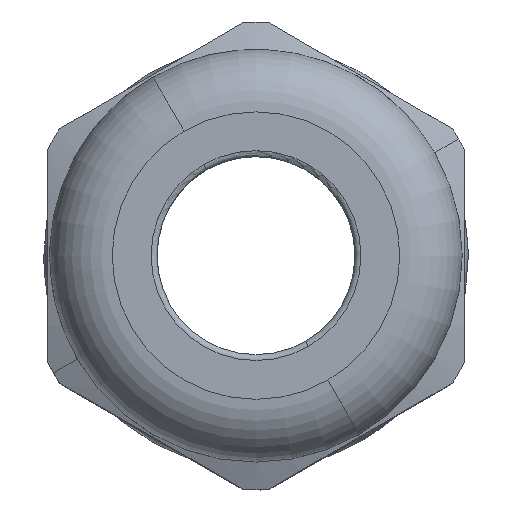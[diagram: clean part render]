
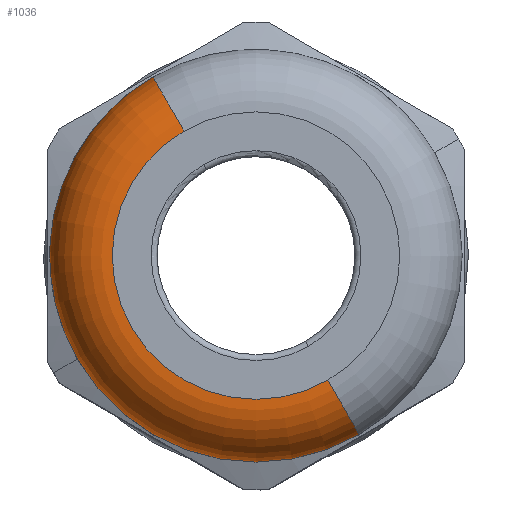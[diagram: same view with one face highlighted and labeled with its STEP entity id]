
A CAD part, top view. The second image highlights one B-rep face of the part: STEP entity #1036.
In plain terms, the highlighted toroidal (fillet/blend) face has major radius 4.83 mm and minor radius 2.1 mm.
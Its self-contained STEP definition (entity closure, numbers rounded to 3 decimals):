
#890=AXIS2_PLACEMENT_3D('Circle Axis2P3D',#888,#889,$) ;
#1000=AXIS2_PLACEMENT_3D('Torus Axis2P3D',#997,#998,#999) ;
#1004=AXIS2_PLACEMENT_3D('Circle Axis2P3D',#1002,#1003,$) ;
#1011=AXIS2_PLACEMENT_3D('Circle Axis2P3D',#1009,#1010,$) ;
#1018=AXIS2_PLACEMENT_3D('Circle Axis2P3D',#1016,#1017,$) ;
#1025=AXIS2_PLACEMENT_3D('Circle Axis2P3D',#1023,#1024,$) ;
#840=CARTESIAN_POINT('Vertex',(1.133,4.395,26.87)) ;
#844=CARTESIAN_POINT('Control Point',(1.133,4.395,26.87)) ;
#845=CARTESIAN_POINT('Control Point',(0.045,6.28,26.87)) ;
#846=CARTESIAN_POINT('Control Point',(-0.306,8.594,26.87)) ;
#847=CARTESIAN_POINT('Control Point',(0.324,10.945,26.87)) ;
#848=CARTESIAN_POINT('Control Point',(1.785,12.773,26.87)) ;
#849=CARTESIAN_POINT('Control Point',(3.67,13.862,26.87)) ;
#850=CARTESIAN_POINT('Vertex',(3.67,13.862,26.87)) ;
#885=CARTESIAN_POINT('Vertex',(10.6,1.858,26.87)) ;
#888=CARTESIAN_POINT('Axis2P3D Location',(7.135,7.86,26.87)) ;
#997=CARTESIAN_POINT('Axis2P3D Location',(7.135,7.86,26.87)) ;
#1002=CARTESIAN_POINT('Axis2P3D Location',(9.55,3.677,26.87)) ;
#1006=CARTESIAN_POINT('Vertex',(9.55,3.677,28.97)) ;
#1009=CARTESIAN_POINT('Axis2P3D Location',(7.135,7.86,28.97)) ;
#1013=CARTESIAN_POINT('Vertex',(2.952,5.445,28.97)) ;
#1016=CARTESIAN_POINT('Axis2P3D Location',(7.135,7.86,28.97)) ;
#1020=CARTESIAN_POINT('Vertex',(4.72,12.043,28.97)) ;
#1023=CARTESIAN_POINT('Axis2P3D Location',(4.72,12.043,26.87)) ;
#889=DIRECTION('Axis2P3D Direction',(0.,0.,-1.)) ;
#998=DIRECTION('Axis2P3D Direction',(0.,0.,-1.)) ;
#999=DIRECTION('Axis2P3D XDirection',(0.5,-0.866,0.)) ;
#1003=DIRECTION('Axis2P3D Direction',(0.866,0.5,0.)) ;
#1010=DIRECTION('Axis2P3D Direction',(0.,0.,-1.)) ;
#1017=DIRECTION('Axis2P3D Direction',(0.,0.,-1.)) ;
#1024=DIRECTION('Axis2P3D Direction',(-0.866,-0.5,0.)) ;
#1029=ORIENTED_EDGE('',*,*,#1008,.F.) ;
#1030=ORIENTED_EDGE('',*,*,#1015,.T.) ;
#1031=ORIENTED_EDGE('',*,*,#1022,.T.) ;
#1032=ORIENTED_EDGE('',*,*,#1027,.F.) ;
#1033=ORIENTED_EDGE('',*,*,#852,.F.) ;
#1034=ORIENTED_EDGE('',*,*,#892,.F.) ;
#1036=ADVANCED_FACE('17394_PG7_OT\\Volumenk\X2\00F6\X0\rper1',(#1035),#1001,.T.) ;
#843=B_SPLINE_CURVE_WITH_KNOTS('',5,(#844,#845,#846,#847,#848,#849),.UNSPECIFIED.,.F.,.U.,(6,6),(-10.886,0.),.UNSPECIFIED.) ;
#891=CIRCLE('generated circle',#890,6.93) ;
#1005=CIRCLE('generated circle',#1004,2.1) ;
#1012=CIRCLE('generated circle',#1011,4.83) ;
#1019=CIRCLE('generated circle',#1018,4.83) ;
#1026=CIRCLE('generated circle',#1025,2.1) ;
#1001=TOROIDAL_SURFACE('homeo Torus',#1000,4.83,2.1) ;
#852=EDGE_CURVE('',#841,#851,#843,.T.) ;
#892=EDGE_CURVE('',#886,#841,#891,.T.) ;
#1008=EDGE_CURVE('',#1007,#886,#1005,.T.) ;
#1015=EDGE_CURVE('',#1007,#1014,#1012,.T.) ;
#1022=EDGE_CURVE('',#1014,#1021,#1019,.T.) ;
#1027=EDGE_CURVE('',#851,#1021,#1026,.F.) ;
#1028=EDGE_LOOP('',(#1029,#1030,#1031,#1032,#1033,#1034)) ;
#1035=FACE_OUTER_BOUND('',#1028,.T.) ;
#841=VERTEX_POINT('',#840) ;
#851=VERTEX_POINT('',#850) ;
#886=VERTEX_POINT('',#885) ;
#1007=VERTEX_POINT('',#1006) ;
#1014=VERTEX_POINT('',#1013) ;
#1021=VERTEX_POINT('',#1020) ;
